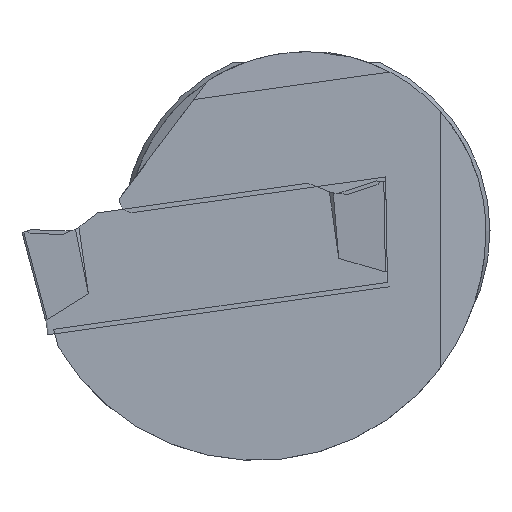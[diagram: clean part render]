
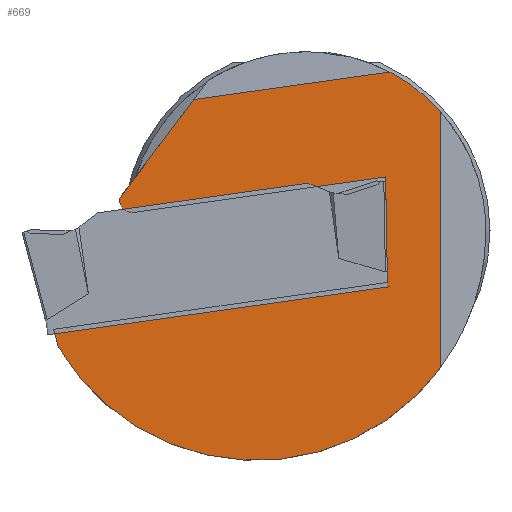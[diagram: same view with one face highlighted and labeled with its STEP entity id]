
A CAD part, left-side view. The second image highlights one B-rep face of the part: STEP entity #669.
In plain terms, the highlighted planar face has unit normal (-1, 0, 0).
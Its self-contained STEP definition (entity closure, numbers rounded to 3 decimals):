
#594=CIRCLE('',#1941,12.5);
#595=CIRCLE('',#1942,9.775);
#596=CIRCLE('',#1943,0.7);
#669=ADVANCED_FACE('',(#791),#729,.T.);
#729=PLANE('',#1944);
#791=FACE_OUTER_BOUND('',#861,.T.);
#861=EDGE_LOOP('',(#1181,#1182,#1183,#1184,#1185,#1186,#1187,#1188,#1189,
#1190));
#1181=ORIENTED_EDGE('',*,*,#1565,.T.);
#1182=ORIENTED_EDGE('',*,*,#1566,.F.);
#1183=ORIENTED_EDGE('',*,*,#1567,.F.);
#1184=ORIENTED_EDGE('',*,*,#1568,.F.);
#1185=ORIENTED_EDGE('',*,*,#1569,.F.);
#1186=ORIENTED_EDGE('',*,*,#1570,.T.);
#1187=ORIENTED_EDGE('',*,*,#1571,.F.);
#1188=ORIENTED_EDGE('',*,*,#1572,.T.);
#1189=ORIENTED_EDGE('',*,*,#1573,.T.);
#1190=ORIENTED_EDGE('',*,*,#1574,.T.);
#1397=VERTEX_POINT('',#2763);
#1398=VERTEX_POINT('',#2764);
#1399=VERTEX_POINT('',#2766);
#1400=VERTEX_POINT('',#2768);
#1401=VERTEX_POINT('',#2770);
#1402=VERTEX_POINT('',#2772);
#1403=VERTEX_POINT('',#2774);
#1404=VERTEX_POINT('',#2776);
#1405=VERTEX_POINT('',#2778);
#1406=VERTEX_POINT('',#2780);
#1565=EDGE_CURVE('',#1397,#1398,#1710,.T.);
#1566=EDGE_CURVE('',#1399,#1398,#1711,.T.);
#1567=EDGE_CURVE('',#1400,#1399,#594,.T.);
#1568=EDGE_CURVE('',#1401,#1400,#1712,.T.);
#1569=EDGE_CURVE('',#1402,#1401,#595,.T.);
#1570=EDGE_CURVE('',#1402,#1403,#1713,.T.);
#1571=EDGE_CURVE('',#1404,#1403,#1714,.T.);
#1572=EDGE_CURVE('',#1404,#1405,#596,.T.);
#1573=EDGE_CURVE('',#1405,#1406,#1715,.T.);
#1574=EDGE_CURVE('',#1406,#1397,#1716,.T.);
#1710=LINE('',#2762,#1830);
#1711=LINE('',#2765,#1831);
#1712=LINE('',#2769,#1832);
#1713=LINE('',#2773,#1833);
#1714=LINE('',#2775,#1834);
#1715=LINE('',#2779,#1835);
#1716=LINE('',#2781,#1836);
#1830=VECTOR('',#2243,1.);
#1831=VECTOR('',#2244,1.);
#1832=VECTOR('',#2247,1.);
#1833=VECTOR('',#2250,1.);
#1834=VECTOR('',#2251,1.);
#1835=VECTOR('',#2254,1.);
#1836=VECTOR('',#2255,1.);
#1941=AXIS2_PLACEMENT_3D('',#2767,#2245,#2246);
#1942=AXIS2_PLACEMENT_3D('',#2771,#2248,#2249);
#1943=AXIS2_PLACEMENT_3D('',#2777,#2252,#2253);
#1944=AXIS2_PLACEMENT_3D('',#2782,#2256,#2257);
#2243=DIRECTION('',(0.,0.99,-0.139));
#2244=DIRECTION('',(0.,0.259,0.966));
#2245=DIRECTION('',(1.,0.,0.));
#2246=DIRECTION('',(0.,0.,1.));
#2247=DIRECTION('',(0.,0.,-1.));
#2248=DIRECTION('',(1.,0.,0.));
#2249=DIRECTION('',(0.,0.,1.));
#2250=DIRECTION('',(0.,0.99,-0.139));
#2251=DIRECTION('',(0.,-0.602,0.799));
#2252=DIRECTION('',(-1.,0.,0.));
#2253=DIRECTION('',(0.,-1.,0.));
#2254=DIRECTION('',(0.,-0.99,0.139));
#2255=DIRECTION('',(0.,-0.017,-1.));
#2256=DIRECTION('',(-1.,0.,0.));
#2257=DIRECTION('',(0.,0.,1.));
#2762=CARTESIAN_POINT('',(0.3,-0.026,-3.422));
#2763=CARTESIAN_POINT('',(0.3,-4.415,-2.806));
#2764=CARTESIAN_POINT('',(0.3,13.768,-5.361));
#2765=CARTESIAN_POINT('',(0.3,13.147,-7.676));
#2766=CARTESIAN_POINT('',(0.3,13.512,-6.316));
#2767=CARTESIAN_POINT('',(0.3,2.725,0.));
#2768=CARTESIAN_POINT('',(0.3,-7.3,-7.467));
#2769=CARTESIAN_POINT('',(0.3,-7.3,0.));
#2770=CARTESIAN_POINT('',(0.3,-7.3,6.501));
#2771=CARTESIAN_POINT('',(0.3,0.,0.));
#2772=CARTESIAN_POINT('',(0.3,-4.553,8.65));
#2773=CARTESIAN_POINT('',(0.3,-14.096,9.991));
#2774=CARTESIAN_POINT('',(0.3,6.126,7.149));
#2775=CARTESIAN_POINT('',(0.3,1.729,12.983));
#2776=CARTESIAN_POINT('',(0.3,10.173,1.778));
#2777=CARTESIAN_POINT('',(0.3,9.477,1.705));
#2778=CARTESIAN_POINT('',(0.3,9.379,1.012));
#2779=CARTESIAN_POINT('',(0.3,1.417,2.131));
#2780=CARTESIAN_POINT('',(0.3,-4.315,2.936));
#2781=CARTESIAN_POINT('',(0.3,-4.348,1.015));
#2782=CARTESIAN_POINT('',(0.3,-15.5,0.));
